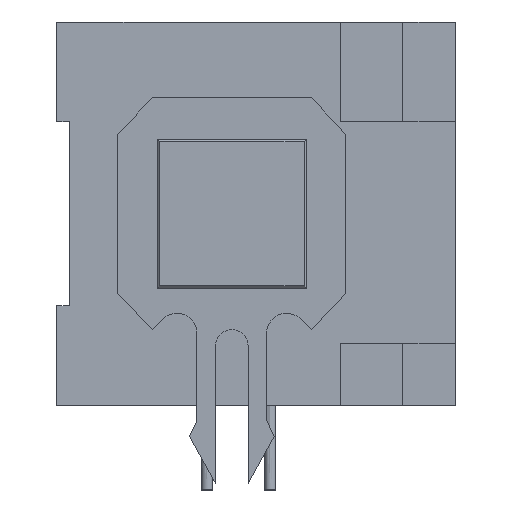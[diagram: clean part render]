
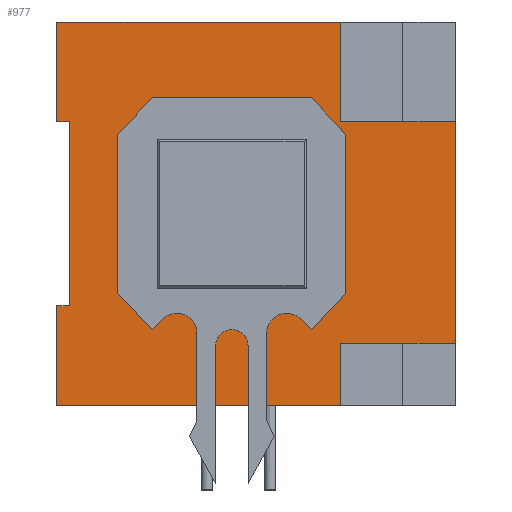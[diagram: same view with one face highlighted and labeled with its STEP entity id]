
A CAD part, left-side view. The second image highlights one B-rep face of the part: STEP entity #977.
In plain terms, the highlighted planar face has unit normal (-1, 0, 0).
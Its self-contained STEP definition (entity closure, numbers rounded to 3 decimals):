
#977 = ADVANCED_FACE( '', ( #2388, #2389 ), #2390, .T. );
#2388 = FACE_OUTER_BOUND( '', #4355, .T. );
#2389 = FACE_BOUND( '', #4356, .T. );
#2390 = PLANE( '', #4357 );
#4355 = EDGE_LOOP( '', ( #9998, #9999, #10000, #10001, #10002, #10003, #10004, #10005, #10006, #10007, #10008, #10009 ) );
#4356 = EDGE_LOOP( '', ( #10010, #10011, #10012, #10013 ) );
#4357 = AXIS2_PLACEMENT_3D( '', #10014, #10015, #10016 );
#9998 = ORIENTED_EDGE( '', *, *, #16346, .T. );
#9999 = ORIENTED_EDGE( '', *, *, #16347, .T. );
#10000 = ORIENTED_EDGE( '', *, *, #16348, .T. );
#10001 = ORIENTED_EDGE( '', *, *, #16349, .F. );
#10002 = ORIENTED_EDGE( '', *, *, #16350, .F. );
#10003 = ORIENTED_EDGE( '', *, *, #16351, .T. );
#10004 = ORIENTED_EDGE( '', *, *, #16352, .F. );
#10005 = ORIENTED_EDGE( '', *, *, #16310, .F. );
#10006 = ORIENTED_EDGE( '', *, *, #16353, .T. );
#10007 = ORIENTED_EDGE( '', *, *, #16354, .T. );
#10008 = ORIENTED_EDGE( '', *, *, #16355, .F. );
#10009 = ORIENTED_EDGE( '', *, *, #16356, .F. );
#10010 = ORIENTED_EDGE( '', *, *, #16357, .T. );
#10011 = ORIENTED_EDGE( '', *, *, #16358, .T. );
#10012 = ORIENTED_EDGE( '', *, *, #16359, .T. );
#10013 = ORIENTED_EDGE( '', *, *, #16360, .T. );
#10014 = CARTESIAN_POINT( '', ( -6.075, 0., 0. ) );
#10015 = DIRECTION( '', ( -1., 0., 0. ) );
#10016 = DIRECTION( '', ( 0., 0., 1. ) );
#16310 = EDGE_CURVE( '', #18872, #18873, #18874, .T. );
#16346 = EDGE_CURVE( '', #18939, #18940, #18941, .T. );
#16347 = EDGE_CURVE( '', #18940, #18942, #18943, .T. );
#16348 = EDGE_CURVE( '', #18942, #18944, #18945, .T. );
#16349 = EDGE_CURVE( '', #18946, #18944, #18947, .T. );
#16350 = EDGE_CURVE( '', #18948, #18946, #18949, .T. );
#16351 = EDGE_CURVE( '', #18948, #18950, #18951, .T. );
#16352 = EDGE_CURVE( '', #18873, #18950, #18952, .T. );
#16353 = EDGE_CURVE( '', #18872, #18953, #18954, .T. );
#16354 = EDGE_CURVE( '', #18953, #18955, #18956, .T. );
#16355 = EDGE_CURVE( '', #18957, #18955, #18958, .T. );
#16356 = EDGE_CURVE( '', #18939, #18957, #18959, .T. );
#16357 = EDGE_CURVE( '', #18960, #18961, #18962, .T. );
#16358 = EDGE_CURVE( '', #18961, #18963, #18964, .T. );
#16359 = EDGE_CURVE( '', #18963, #18965, #18966, .T. );
#16360 = EDGE_CURVE( '', #18965, #18960, #18967, .T. );
#18872 = VERTEX_POINT( '', #22706 );
#18873 = VERTEX_POINT( '', #22707 );
#18874 = LINE( '', #22708, #22709 );
#18939 = VERTEX_POINT( '', #22801 );
#18940 = VERTEX_POINT( '', #22802 );
#18941 = LINE( '', #22803, #22804 );
#18942 = VERTEX_POINT( '', #22805 );
#18943 = LINE( '', #22806, #22807 );
#18944 = VERTEX_POINT( '', #22808 );
#18945 = LINE( '', #22809, #22810 );
#18946 = VERTEX_POINT( '', #22811 );
#18947 = LINE( '', #22812, #22813 );
#18948 = VERTEX_POINT( '', #22814 );
#18949 = LINE( '', #22815, #22816 );
#18950 = VERTEX_POINT( '', #22817 );
#18951 = LINE( '', #22818, #22819 );
#18952 = LINE( '', #22820, #22821 );
#18953 = VERTEX_POINT( '', #22822 );
#18954 = LINE( '', #22823, #22824 );
#18955 = VERTEX_POINT( '', #22825 );
#18956 = LINE( '', #22826, #22827 );
#18957 = VERTEX_POINT( '', #22828 );
#18958 = LINE( '', #22829, #22830 );
#18959 = LINE( '', #22831, #22832 );
#18960 = VERTEX_POINT( '', #22833 );
#18961 = VERTEX_POINT( '', #22834 );
#18962 = LINE( '', #22835, #22836 );
#18963 = VERTEX_POINT( '', #22837 );
#18964 = LINE( '', #22838, #22839 );
#18965 = VERTEX_POINT( '', #22840 );
#18966 = LINE( '', #22841, #22842 );
#18967 = LINE( '', #22843, #22844 );
#22706 = CARTESIAN_POINT( '', ( -6.075, -3.4, 7.7 ) );
#22707 = CARTESIAN_POINT( '', ( -6.075, -3.4, 3.7 ) );
#22708 = CARTESIAN_POINT( '', ( -6.075, -3.4, 7.7 ) );
#22709 = VECTOR( '', #28294, 1000. );
#22801 = CARTESIAN_POINT( '', ( -6.075, 7.5, -3.7 ) );
#22802 = CARTESIAN_POINT( '', ( -6.075, 8., -3.7 ) );
#22803 = CARTESIAN_POINT( '', ( -6.075, 7.5, -3.7 ) );
#22804 = VECTOR( '', #28331, 1000. );
#22805 = CARTESIAN_POINT( '', ( -6.075, 8., -7.7 ) );
#22806 = CARTESIAN_POINT( '', ( -6.075, 8., 7.7 ) );
#22807 = VECTOR( '', #28332, 1000. );
#22808 = CARTESIAN_POINT( '', ( -6.075, -3.4, -7.7 ) );
#22809 = CARTESIAN_POINT( '', ( -6.075, 8., -7.7 ) );
#22810 = VECTOR( '', #28333, 1000. );
#22811 = CARTESIAN_POINT( '', ( -6.075, -3.4, -5.2 ) );
#22812 = CARTESIAN_POINT( '', ( -6.075, -3.4, -5.2 ) );
#22813 = VECTOR( '', #28334, 1000. );
#22814 = CARTESIAN_POINT( '', ( -6.075, -8., -5.2 ) );
#22815 = CARTESIAN_POINT( '', ( -6.075, -5.9, -5.2 ) );
#22816 = VECTOR( '', #28335, 1000. );
#22817 = CARTESIAN_POINT( '', ( -6.075, -8., 3.7 ) );
#22818 = CARTESIAN_POINT( '', ( -6.075, -8., -7.7 ) );
#22819 = VECTOR( '', #28336, 1000. );
#22820 = CARTESIAN_POINT( '', ( -6.075, -3.4, 3.7 ) );
#22821 = VECTOR( '', #28337, 1000. );
#22822 = CARTESIAN_POINT( '', ( -6.075, 8., 7.7 ) );
#22823 = CARTESIAN_POINT( '', ( -6.075, -8., 7.7 ) );
#22824 = VECTOR( '', #28338, 1000. );
#22825 = CARTESIAN_POINT( '', ( -6.075, 8., 3.7 ) );
#22826 = CARTESIAN_POINT( '', ( -6.075, 8., 7.7 ) );
#22827 = VECTOR( '', #28339, 1000. );
#22828 = CARTESIAN_POINT( '', ( -6.075, 7.5, 3.7 ) );
#22829 = CARTESIAN_POINT( '', ( -6.075, 7.5, 3.7 ) );
#22830 = VECTOR( '', #28340, 1000. );
#22831 = CARTESIAN_POINT( '', ( -6.075, 7.5, -3.7 ) );
#22832 = VECTOR( '', #28341, 1000. );
#22833 = CARTESIAN_POINT( '', ( -6.075, -2.03, 3. ) );
#22834 = CARTESIAN_POINT( '', ( -6.075, -2.03, -3. ) );
#22835 = CARTESIAN_POINT( '', ( -6.075, -2.03, 3. ) );
#22836 = VECTOR( '', #28342, 1000. );
#22837 = CARTESIAN_POINT( '', ( -6.075, 3.97, -3. ) );
#22838 = CARTESIAN_POINT( '', ( -6.075, -2.03, -3. ) );
#22839 = VECTOR( '', #28343, 1000. );
#22840 = CARTESIAN_POINT( '', ( -6.075, 3.97, 3. ) );
#22841 = CARTESIAN_POINT( '', ( -6.075, 3.97, -3. ) );
#22842 = VECTOR( '', #28344, 1000. );
#22843 = CARTESIAN_POINT( '', ( -6.075, 3.97, 3. ) );
#22844 = VECTOR( '', #28345, 1000. );
#28294 = DIRECTION( '', ( 0., 0., -1. ) );
#28331 = DIRECTION( '', ( 0., 1., 0. ) );
#28332 = DIRECTION( '', ( 0., 0., -1. ) );
#28333 = DIRECTION( '', ( 0., -1., 0. ) );
#28334 = DIRECTION( '', ( 0., 0., -1. ) );
#28335 = DIRECTION( '', ( 0., 1., 0. ) );
#28336 = DIRECTION( '', ( 0., 0., 1. ) );
#28337 = DIRECTION( '', ( 0., -1., 0. ) );
#28338 = DIRECTION( '', ( 0., 1., 0. ) );
#28339 = DIRECTION( '', ( 0., 0., -1. ) );
#28340 = DIRECTION( '', ( 0., 1., 0. ) );
#28341 = DIRECTION( '', ( 0., 0., 1. ) );
#28342 = DIRECTION( '', ( 0., 0., -1. ) );
#28343 = DIRECTION( '', ( 0., 1., 0. ) );
#28344 = DIRECTION( '', ( 0., 0., 1. ) );
#28345 = DIRECTION( '', ( 0., -1., 0. ) );
